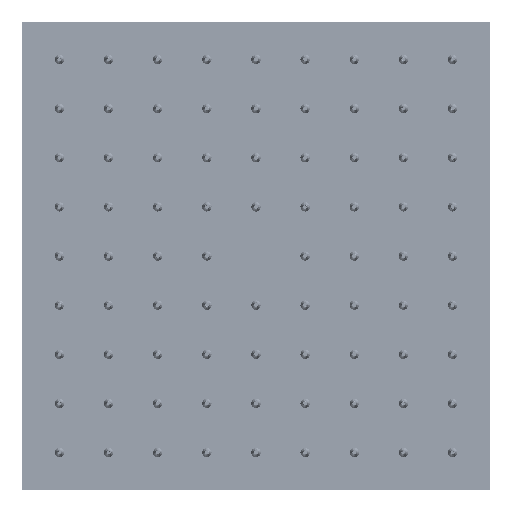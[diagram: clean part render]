
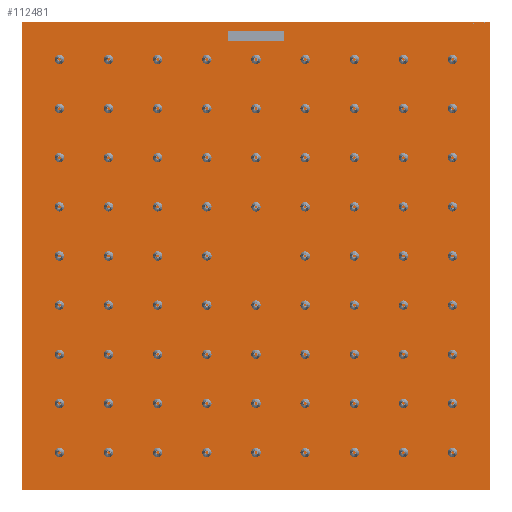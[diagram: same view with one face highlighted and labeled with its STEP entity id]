
A CAD part, front view. The second image highlights one B-rep face of the part: STEP entity #112481.
In plain terms, the highlighted planar face has unit normal (0, -1, 0).
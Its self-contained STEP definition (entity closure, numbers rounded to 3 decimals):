
#424 = PLANE ( 'NONE',  #114265 ) ;
#1445 = CARTESIAN_POINT ( 'NONE',  ( 15., -125.758, 120. ) ) ;
#1596 = LINE ( 'NONE', #72846, #93431 ) ;
#1619 = VECTOR ( 'NONE', #4687, 1000. ) ;
#4687 = DIRECTION ( 'NONE',  ( 0., 0., 1. ) ) ;
#5712 = DIRECTION ( 'NONE',  ( 0., 0., -1. ) ) ;
#6389 = VECTOR ( 'NONE', #28891, 1000. ) ;
#14755 = DIRECTION ( 'NONE',  ( -1., 0., 0. ) ) ;
#15529 = VERTEX_POINT ( 'NONE', #1445 ) ;
#18528 = ORIENTED_EDGE ( 'NONE', *, *, #38182, .T. ) ;
#22143 = ORIENTED_EDGE ( 'NONE', *, *, #33530, .F. ) ;
#22190 = LINE ( 'NONE', #57824, #1619 ) ;
#26708 = DIRECTION ( 'NONE',  ( 0., 1., 0. ) ) ;
#27888 = DIRECTION ( 'NONE',  ( -1., 0., 0. ) ) ;
#28891 = DIRECTION ( 'NONE',  ( 0., 0., 1. ) ) ;
#29467 = LINE ( 'NONE', #64505, #6389 ) ;
#30819 = EDGE_CURVE ( 'NONE', #108277, #51758, #105317, .T. ) ;
#31998 = CARTESIAN_POINT ( 'NONE',  ( -125., -125.758, 125. ) ) ;
#32151 = VECTOR ( 'NONE', #95975, 1000. ) ;
#32581 = LINE ( 'NONE', #31998, #84880 ) ;
#33530 = EDGE_CURVE ( 'NONE', #65161, #15529, #29467, .T. ) ;
#34925 = FACE_BOUND ( 'NONE', #100248, .T. ) ;
#35625 = ORIENTED_EDGE ( 'NONE', *, *, #107709, .T. ) ;
#36220 = ORIENTED_EDGE ( 'NONE', *, *, #45235, .F. ) ;
#38182 = EDGE_CURVE ( 'NONE', #104651, #108277, #32581, .T. ) ;
#43895 = DIRECTION ( 'NONE',  ( 0., 0., -1. ) ) ;
#44782 = ORIENTED_EDGE ( 'NONE', *, *, #30819, .T. ) ;
#44821 = DIRECTION ( 'NONE',  ( 1., 0., 0. ) ) ;
#45235 = EDGE_CURVE ( 'NONE', #85431, #103173, #108051, .T. ) ;
#51758 = VERTEX_POINT ( 'NONE', #81864 ) ;
#52772 = CARTESIAN_POINT ( 'NONE',  ( 125., -125.758, -125. ) ) ;
#57824 = CARTESIAN_POINT ( 'NONE',  ( 125., -125.758, 125. ) ) ;
#62925 = ORIENTED_EDGE ( 'NONE', *, *, #68275, .F. ) ;
#64505 = CARTESIAN_POINT ( 'NONE',  ( 15., -125.758, 0. ) ) ;
#65161 = VERTEX_POINT ( 'NONE', #99598 ) ;
#65287 = VECTOR ( 'NONE', #14755, 1000. ) ;
#66769 = ORIENTED_EDGE ( 'NONE', *, *, #105810, .T. ) ;
#68275 = EDGE_CURVE ( 'NONE', #103173, #65161, #90256, .T. ) ;
#68747 = VECTOR ( 'NONE', #43895, 1000. ) ;
#70527 = CARTESIAN_POINT ( 'NONE',  ( 0., -125.758, 0. ) ) ;
#71338 = ORIENTED_EDGE ( 'NONE', *, *, #91739, .F. ) ;
#72846 = CARTESIAN_POINT ( 'NONE',  ( 0., -125.758, 120. ) ) ;
#77238 = CARTESIAN_POINT ( 'NONE',  ( 125., -125.758, 125. ) ) ;
#80959 = DIRECTION ( 'NONE',  ( 1., 0., 0. ) ) ;
#81225 = CARTESIAN_POINT ( 'NONE',  ( -15., -125.758, 0. ) ) ;
#81864 = CARTESIAN_POINT ( 'NONE',  ( 125., -125.758, -125. ) ) ;
#84880 = VECTOR ( 'NONE', #5712, 1000. ) ;
#85431 = VERTEX_POINT ( 'NONE', #108693 ) ;
#85966 = LINE ( 'NONE', #77238, #65287 ) ;
#90256 = LINE ( 'NONE', #98444, #105429 ) ;
#91739 = EDGE_CURVE ( 'NONE', #15529, #85431, #1596, .T. ) ;
#92079 = CARTESIAN_POINT ( 'NONE',  ( 125., -125.758, 125. ) ) ;
#93431 = VECTOR ( 'NONE', #27888, 1000. ) ;
#95523 = CARTESIAN_POINT ( 'NONE',  ( -15., -125.758, 115. ) ) ;
#95975 = DIRECTION ( 'NONE',  ( 1., 0., 0. ) ) ;
#98444 = CARTESIAN_POINT ( 'NONE',  ( 0., -125.758, 115. ) ) ;
#99598 = CARTESIAN_POINT ( 'NONE',  ( 15., -125.758, 115. ) ) ;
#100248 = EDGE_LOOP ( 'NONE', ( #36220, #71338, #22143, #62925 ) ) ;
#101474 = CARTESIAN_POINT ( 'NONE',  ( -125., -125.758, -125. ) ) ;
#102299 = CARTESIAN_POINT ( 'NONE',  ( -125., -125.758, 125. ) ) ;
#103173 = VERTEX_POINT ( 'NONE', #95523 ) ;
#104651 = VERTEX_POINT ( 'NONE', #102299 ) ;
#105317 = LINE ( 'NONE', #52772, #32151 ) ;
#105429 = VECTOR ( 'NONE', #80959, 1000. ) ;
#105810 = EDGE_CURVE ( 'NONE', #51758, #108963, #22190, .T. ) ;
#107709 = EDGE_CURVE ( 'NONE', #108963, #104651, #85966, .T. ) ;
#108051 = LINE ( 'NONE', #81225, #68747 ) ;
#108277 = VERTEX_POINT ( 'NONE', #101474 ) ;
#108693 = CARTESIAN_POINT ( 'NONE',  ( -15., -125.758, 120. ) ) ;
#108963 = VERTEX_POINT ( 'NONE', #92079 ) ;
#111223 = EDGE_LOOP ( 'NONE', ( #18528, #44782, #66769, #35625 ) ) ;
#112481 = ADVANCED_FACE ( 'NONE', ( #114874, #34925 ), #424, .F. ) ;
#114265 = AXIS2_PLACEMENT_3D ( 'NONE', #70527, #26708, #44821 ) ;
#114874 = FACE_OUTER_BOUND ( 'NONE', #111223, .T. ) ;
